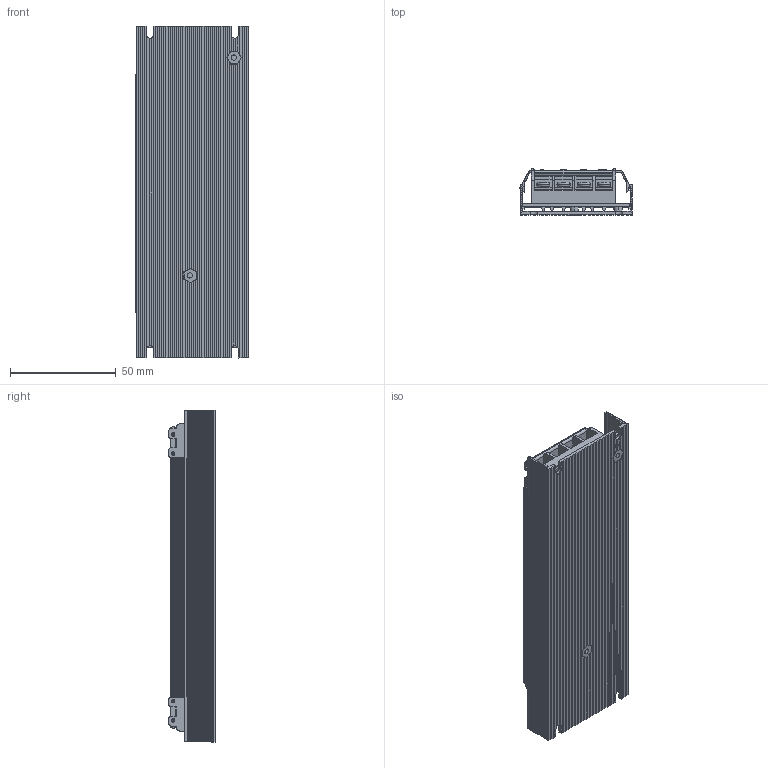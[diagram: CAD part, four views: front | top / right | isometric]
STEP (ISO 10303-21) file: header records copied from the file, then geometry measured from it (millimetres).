
FILE_DESCRIPTION (( 'STEP AP214' ), '1' );
FILE_NAME ('CDKL-S50W三维图-202505.STEP', '2025-04-18T05:41:30', ( '万丰电脑' ), ( '电话：0577-62733550' ), 'SwSTEP 2.0', 'SolidWorks 2020', '' );
FILE_SCHEMA (( 'AUTOMOTIVE_DESIGN' ));
Length unit declared in the file: millimetre
Products named in the file (7): CDKL-S50W三维图-202505; 盄繚啣; CDKL-S50菁; 线路板+端子; 4弇傷赽; 3弇傷赽; CDKL-S50裔
Assembly tree (6 placements, depth 3):
  CDKL-S50W三维图-202505
    CDKL-S50菁
    CDKL-S50裔
    线路板+端子
      盄繚啣
      3弇傷赽
      4弇傷赽
Bounding box: 53.42 x 21.8 x 157 mm (x, y, z)
Volume: 42264.5 mm3; surface area: 74340.1 mm2
Topology: 20 solids, 20 shells, 1878 faces, 5346 edges, 3487 vertices
Faces by surface type: plane 1505, cylinder 308, torus 37, sphere 16, bspline 12
Entity records: 76820 total; most frequent: CARTESIAN_POINT 11690, ORIENTED_EDGE 10644, DIRECTION 9682, EDGE_CURVE 5322, VECTOR 4460, LINE 4460, VERTEX_POINT 3479, AXIS2_PLACEMENT_3D 2611
